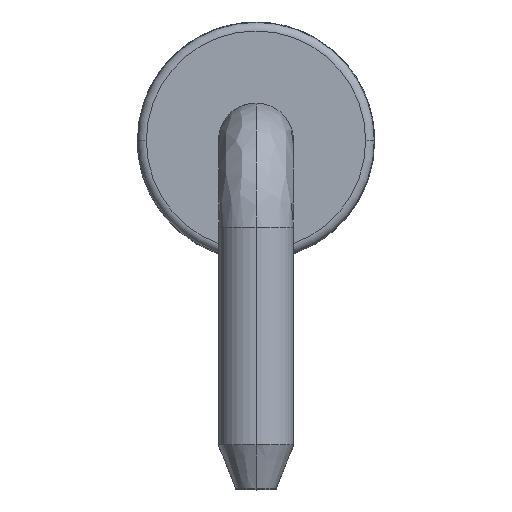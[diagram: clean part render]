
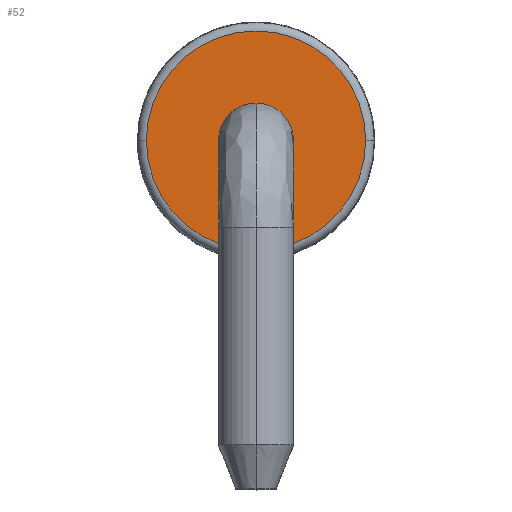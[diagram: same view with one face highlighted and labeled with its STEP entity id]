
A CAD part, top view. The second image highlights one B-rep face of the part: STEP entity #52.
In plain terms, the highlighted planar face has unit normal (0, 0, 1).
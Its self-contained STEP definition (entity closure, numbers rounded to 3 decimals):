
#5 = B_SPLINE_CURVE_WITH_KNOTS ( 'NONE', 3,
 ( #1236, #924, #622, #202, #1038, #1220, #732, #497, #1020, #312, #842, #608 ),
 .UNSPECIFIED., .F., .F.,
 ( 4, 2, 2, 2, 2, 4 ),
 ( 0., 0.125, 0.25, 0.5, 0.75, 1. ),
 .UNSPECIFIED. ) ;
#14 = EDGE_CURVE ( 'NONE', #996, #720, #5, .T. ) ;
#25 = VERTEX_POINT ( 'NONE', #1242 ) ;
#38 = CARTESIAN_POINT ( 'NONE',  ( -1.26, 3., 3.875 ) ) ;
#41 = CARTESIAN_POINT ( 'NONE',  ( -0.218, 2.625, 3.875 ) ) ;
#52 = ADVANCED_FACE ( 'NONE', ( #295, #399 ), #616, .T. ) ;
#83 = CARTESIAN_POINT ( 'NONE',  ( 0., 3., 3.875 ) ) ;
#91 = EDGE_LOOP ( 'NONE', ( #215, #1048 ) ) ;
#148 = CARTESIAN_POINT ( 'NONE',  ( 0., 2.57, 3.875 ) ) ;
#153 = EDGE_LOOP ( 'NONE', ( #548, #471 ) ) ;
#177 = CIRCLE ( 'NONE', #968, 1.26 ) ;
#202 = CARTESIAN_POINT ( 'NONE',  ( 0.218, 3.375, 3.875 ) ) ;
#215 = ORIENTED_EDGE ( 'NONE', *, *, #1119, .T. ) ;
#251 = CARTESIAN_POINT ( 'NONE',  ( -0.057, 2.57, 3.875 ) ) ;
#255 = AXIS2_PLACEMENT_3D ( 'NONE', #83, #1339, #912 ) ;
#295 = FACE_OUTER_BOUND ( 'NONE', #91, .T. ) ;
#309 = CARTESIAN_POINT ( 'NONE',  ( 0., 3., 3.875 ) ) ;
#312 = CARTESIAN_POINT ( 'NONE',  ( 0.223, 2.615, 3.875 ) ) ;
#356 = CARTESIAN_POINT ( 'NONE',  ( -0.385, 2.777, 3.875 ) ) ;
#399 = FACE_BOUND ( 'NONE', #153, .T. ) ;
#448 = CARTESIAN_POINT ( 'NONE',  ( -0.112, 2.581, 3.875 ) ) ;
#471 = ORIENTED_EDGE ( 'NONE', *, *, #14, .T. ) ;
#497 = CARTESIAN_POINT ( 'NONE',  ( 0.43, 2.885, 3.875 ) ) ;
#548 = ORIENTED_EDGE ( 'NONE', *, *, #631, .T. ) ;
#569 = CARTESIAN_POINT ( 'NONE',  ( -0.114, 3.43, 3.875 ) ) ;
#583 = EDGE_CURVE ( 'NONE', #1060, #25, #1006, .T. ) ;
#608 = CARTESIAN_POINT ( 'NONE',  ( 0., 2.57, 3.875 ) ) ;
#616 = PLANE ( 'NONE',  #255 ) ;
#622 = CARTESIAN_POINT ( 'NONE',  ( 0.112, 3.419, 3.875 ) ) ;
#631 = EDGE_CURVE ( 'NONE', #720, #996, #958, .T. ) ;
#676 = CARTESIAN_POINT ( 'NONE',  ( -0.264, 2.655, 3.875 ) ) ;
#687 = CARTESIAN_POINT ( 'NONE',  ( -0.223, 3.385, 3.875 ) ) ;
#720 = VERTEX_POINT ( 'NONE', #1243 ) ;
#732 = CARTESIAN_POINT ( 'NONE',  ( 0.43, 3.115, 3.875 ) ) ;
#753 = DIRECTION ( 'NONE',  ( 1., 0., 0. ) ) ;
#760 = DIRECTION ( 'NONE',  ( 0., 0., 1. ) ) ;
#763 = CARTESIAN_POINT ( 'NONE',  ( 0., 3.43, 3.875 ) ) ;
#799 = DIRECTION ( 'NONE',  ( 0., 0., 1. ) ) ;
#807 = CARTESIAN_POINT ( 'NONE',  ( 0., 3., 3.875 ) ) ;
#818 = AXIS2_PLACEMENT_3D ( 'NONE', #309, #760, #753 ) ;
#842 = CARTESIAN_POINT ( 'NONE',  ( 0.114, 2.57, 3.875 ) ) ;
#912 = DIRECTION ( 'NONE',  ( 1., 0., 0. ) ) ;
#924 = CARTESIAN_POINT ( 'NONE',  ( 0.057, 3.43, 3.875 ) ) ;
#958 = B_SPLINE_CURVE_WITH_KNOTS ( 'NONE', 3,
 ( #148, #251, #448, #41, #676, #356, #975, #1282, #1274, #687, #569, #991 ),
 .UNSPECIFIED., .F., .F.,
 ( 4, 2, 2, 2, 2, 4 ),
 ( 0., 0.125, 0.25, 0.5, 0.75, 1. ),
 .UNSPECIFIED. ) ;
#968 = AXIS2_PLACEMENT_3D ( 'NONE', #807, #799, #1007 ) ;
#975 = CARTESIAN_POINT ( 'NONE',  ( -0.43, 2.885, 3.875 ) ) ;
#991 = CARTESIAN_POINT ( 'NONE',  ( 0., 3.43, 3.875 ) ) ;
#996 = VERTEX_POINT ( 'NONE', #763 ) ;
#1006 = CIRCLE ( 'NONE', #818, 1.26 ) ;
#1007 = DIRECTION ( 'NONE',  ( 1., 0., 0. ) ) ;
#1020 = CARTESIAN_POINT ( 'NONE',  ( 0.385, 2.777, 3.875 ) ) ;
#1038 = CARTESIAN_POINT ( 'NONE',  ( 0.264, 3.345, 3.875 ) ) ;
#1048 = ORIENTED_EDGE ( 'NONE', *, *, #583, .T. ) ;
#1060 = VERTEX_POINT ( 'NONE', #38 ) ;
#1119 = EDGE_CURVE ( 'NONE', #25, #1060, #177, .T. ) ;
#1220 = CARTESIAN_POINT ( 'NONE',  ( 0.385, 3.223, 3.875 ) ) ;
#1236 = CARTESIAN_POINT ( 'NONE',  ( 0., 3.43, 3.875 ) ) ;
#1242 = CARTESIAN_POINT ( 'NONE',  ( 1.26, 3., 3.875 ) ) ;
#1243 = CARTESIAN_POINT ( 'NONE',  ( 0., 2.57, 3.875 ) ) ;
#1274 = CARTESIAN_POINT ( 'NONE',  ( -0.385, 3.223, 3.875 ) ) ;
#1282 = CARTESIAN_POINT ( 'NONE',  ( -0.43, 3.115, 3.875 ) ) ;
#1339 = DIRECTION ( 'NONE',  ( 0., 0., 1. ) ) ;
